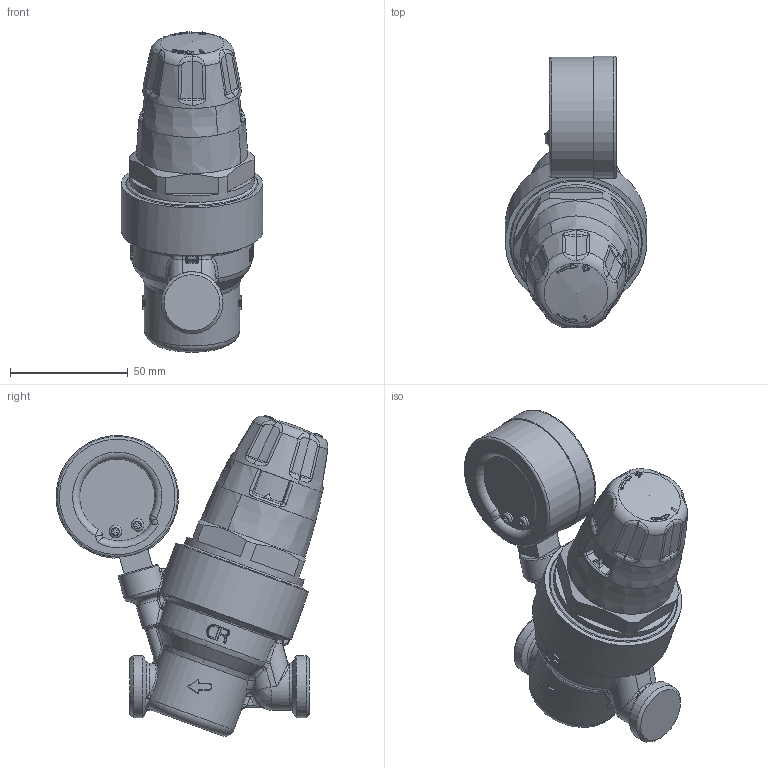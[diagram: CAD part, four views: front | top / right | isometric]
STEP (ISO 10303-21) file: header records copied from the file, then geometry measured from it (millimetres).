
FILE_DESCRIPTION(/* description */ (''),/* implementation_level */ '2;1');
FILE_NAME(/* name */ '535841HA_Simplify_1.stp',/* time_stamp */ '2025-08-19T10:04:58-05:00',/* author */ ('ischreiner'),/* organization */ (''),/* preprocessor_version */ 'ST-DEVELOPER v20',/* originating_system */ 'Autodesk Inventor 2025',/* authorisation */ '');
FILE_SCHEMA (('AUTOMOTIVE_DESIGN { 1 0 10303 214 3 1 1 }'));
Length unit declared in the file: inch
Products named in the file (1): 535841HA_Simplify_1
Bounding box: 59.99 x 115.27 x 135.88 mm (x, y, z)
Volume: 295329.7 mm3; surface area: 38861.5 mm2
Topology: 2 solids, 2 shells, 815 faces, 2051 edges, 1238 vertices
Faces by surface type: bspline 329, plane 177, cylinder 165, torus 82, sphere 37, cone 25
Full cylindrical faces by diameter (mm): 1.089 x2, 2.723 x1, 3.81 x1, 5.3 x2, 7.95 x1, 10.16 x1, 18 x1, 20 x1, 26.3 x2, 44 x1, 51 x1, 52 x1, 53 x1, 60 x1
Entity records: 46400 total; most frequent: CARTESIAN_POINT 27674, ORIENTED_EDGE 4040, DIRECTION 3318, EDGE_CURVE 2020, AXIS2_PLACEMENT_3D 1429, VERTEX_POINT 1238, EDGE_LOOP 844, STYLED_ITEM 817
